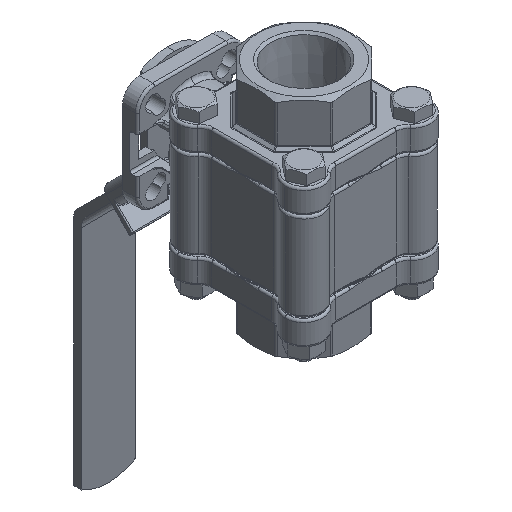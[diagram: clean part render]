
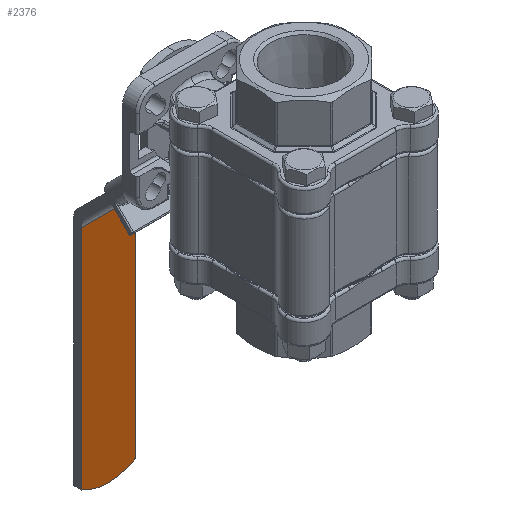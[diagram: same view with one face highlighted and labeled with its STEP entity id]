
A CAD part, isometric view. The second image highlights one B-rep face of the part: STEP entity #2376.
In plain terms, the highlighted planar face has unit normal (0, -1, 0).
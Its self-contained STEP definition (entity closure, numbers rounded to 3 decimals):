
#1824 = VERTEX_POINT ( 'NONE', #10821 ) ;
#1825 = VERTEX_POINT ( 'NONE', #10820 ) ;
#1850 = EDGE_CURVE ( 'NONE', #1914, #1825, #10939, .T. ) ;
#1914 = VERTEX_POINT ( 'NONE', #10885 ) ;
#2206 = EDGE_CURVE ( 'NONE', #1914, #2423, #11207, .T. ) ;
#2376 = ADVANCED_FACE ( 'NONE', ( #11356 ), #11354, .F. ) ;
#2380 = EDGE_LOOP ( 'NONE', ( #2382, #2383, #2385, #2386 ) ) ;
#2382 = ORIENTED_EDGE ( 'NONE', *, *, #2412, .T. ) ;
#2383 = ORIENTED_EDGE ( 'NONE', *, *, #2384, .T. ) ;
#2384 = EDGE_CURVE ( 'NONE', #1824, #1825, #11355, .T. ) ;
#2385 = ORIENTED_EDGE ( 'NONE', *, *, #1850, .F. ) ;
#2386 = ORIENTED_EDGE ( 'NONE', *, *, #2206, .T. ) ;
#2412 = EDGE_CURVE ( 'NONE', #2423, #1824, #11525, .T. ) ;
#2423 = VERTEX_POINT ( 'NONE', #11573 ) ;
#10820 = CARTESIAN_POINT ( 'NONE',  ( 159.651, 29.1, 12.5 ) ) ;
#10821 = CARTESIAN_POINT ( 'NONE',  ( 159.651, 29.1, -12.5 ) ) ;
#10885 = CARTESIAN_POINT ( 'NONE',  ( 54.214, 29.1, 12.5 ) ) ;
#10936 = DIRECTION ( 'NONE',  ( 1., 0., 0. ) ) ;
#10937 = VECTOR ( 'NONE', #10936, 1000. ) ;
#10938 = CARTESIAN_POINT ( 'NONE',  ( 163., 29.1, 12.5 ) ) ;
#10939 = LINE ( 'NONE', #10938, #10937 ) ;
#11204 = DIRECTION ( 'NONE',  ( 0., 0., -1. ) ) ;
#11205 = VECTOR ( 'NONE', #11204, 1000. ) ;
#11206 = CARTESIAN_POINT ( 'NONE',  ( 54.214, 29.1, 12.5 ) ) ;
#11207 = LINE ( 'NONE', #11206, #11205 ) ;
#11350 = DIRECTION ( 'NONE',  ( -1., 0., 0. ) ) ;
#11351 = DIRECTION ( 'NONE',  ( 0., 1., 0. ) ) ;
#11352 = CARTESIAN_POINT ( 'NONE',  ( 163., 29.1, 12.5 ) ) ;
#11353 = AXIS2_PLACEMENT_3D ( 'NONE', #11352, #11351, #11350 ) ;
#11354 = PLANE ( 'NONE',  #11353 ) ;
#11355 = CIRCLE ( 'NONE', #11478, 25. ) ;
#11356 = FACE_OUTER_BOUND ( 'NONE', #2380, .T. ) ;
#11478 = AXIS2_PLACEMENT_3D ( 'NONE', #11510, #11539, #11509 ) ;
#11492 = DIRECTION ( 'NONE',  ( 1., 0., 0. ) ) ;
#11493 = VECTOR ( 'NONE', #11492, 1000. ) ;
#11509 = DIRECTION ( 'NONE',  ( -1., 0., 0. ) ) ;
#11510 = CARTESIAN_POINT ( 'NONE',  ( 138., 29.1, 0. ) ) ;
#11525 = LINE ( 'NONE', #11568, #11493 ) ;
#11539 = DIRECTION ( 'NONE',  ( 0., -1., 0. ) ) ;
#11568 = CARTESIAN_POINT ( 'NONE',  ( 163., 29.1, -12.5 ) ) ;
#11573 = CARTESIAN_POINT ( 'NONE',  ( 54.214, 29.1, -12.5 ) ) ;
